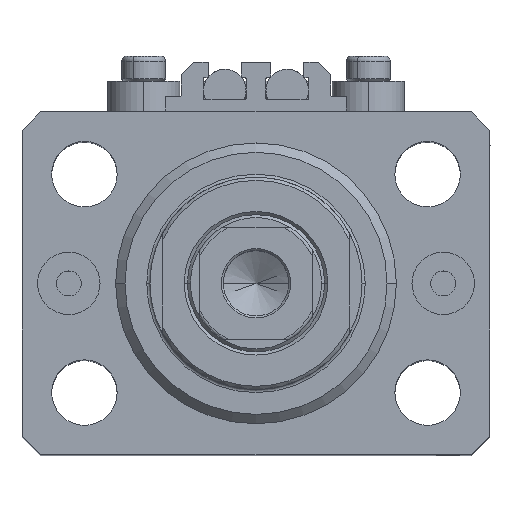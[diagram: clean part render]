
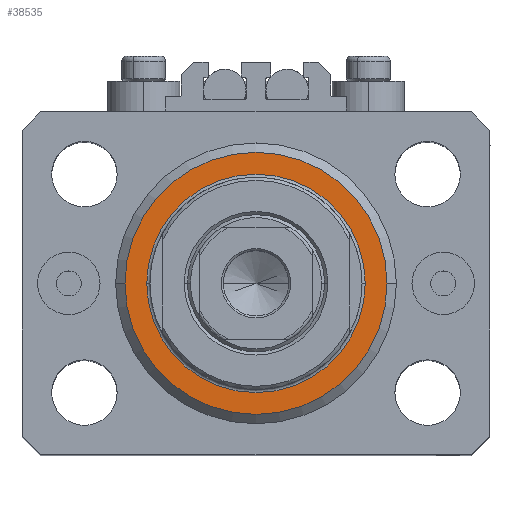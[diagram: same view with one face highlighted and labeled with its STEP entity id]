
A CAD part, top view. The second image highlights one B-rep face of the part: STEP entity #38535.
In plain terms, the highlighted face is planar.
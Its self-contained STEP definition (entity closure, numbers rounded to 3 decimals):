
#1641 = ORIENTED_EDGE ( 'NONE', *, *, #31511, .T. ) ;
#2895 = EDGE_LOOP ( 'NONE', ( #1641, #12937 ) ) ;
#3090 = AXIS2_PLACEMENT_3D ( 'NONE', #42494, #17652, #10111 ) ;
#4425 = AXIS2_PLACEMENT_3D ( 'NONE', #25401, #24439, #5978 ) ;
#4599 = DIRECTION ( 'NONE',  ( 1., 0., 0. ) ) ;
#4733 = VERTEX_POINT ( 'NONE', #14686 ) ;
#5978 = DIRECTION ( 'NONE',  ( 1., 0., 0. ) ) ;
#8219 = ORIENTED_EDGE ( 'NONE', *, *, #46554, .T. ) ;
#8836 = EDGE_CURVE ( 'NONE', #30632, #4733, #36517, .T. ) ;
#10111 = DIRECTION ( 'NONE',  ( 1., 0., 0. ) ) ;
#10632 = DIRECTION ( 'NONE',  ( 0., 0., -1. ) ) ;
#11427 = CARTESIAN_POINT ( 'NONE',  ( 0., 0., 0. ) ) ;
#12148 = DIRECTION ( 'NONE',  ( 0., 0., -1. ) ) ;
#12789 = VERTEX_POINT ( 'NONE', #14230 ) ;
#12937 = ORIENTED_EDGE ( 'NONE', *, *, #8836, .T. ) ;
#14230 = CARTESIAN_POINT ( 'NONE',  ( -21., 0., 0. ) ) ;
#14686 = CARTESIAN_POINT ( 'NONE',  ( 17.5, 0., 0. ) ) ;
#17652 = DIRECTION ( 'NONE',  ( 0., 0., 1. ) ) ;
#19655 = CIRCLE ( 'NONE', #28921, 21. ) ;
#21282 = FACE_BOUND ( 'NONE', #2895, .T. ) ;
#22560 = AXIS2_PLACEMENT_3D ( 'NONE', #46417, #46646, #23862 ) ;
#23862 = DIRECTION ( 'NONE',  ( 1., 0., 0. ) ) ;
#24439 = DIRECTION ( 'NONE',  ( 0., 0., 1. ) ) ;
#24795 = ORIENTED_EDGE ( 'NONE', *, *, #33936, .T. ) ;
#25401 = CARTESIAN_POINT ( 'NONE',  ( 0., 0., 0. ) ) ;
#25668 = DIRECTION ( 'NONE',  ( 1., 0., 0. ) ) ;
#26258 = EDGE_LOOP ( 'NONE', ( #24795, #8219 ) ) ;
#27676 = PLANE ( 'NONE',  #3090 ) ;
#27795 = VERTEX_POINT ( 'NONE', #29207 ) ;
#28248 = CARTESIAN_POINT ( 'NONE',  ( -17.5, 0., 0. ) ) ;
#28921 = AXIS2_PLACEMENT_3D ( 'NONE', #43887, #10632, #25668 ) ;
#29207 = CARTESIAN_POINT ( 'NONE',  ( 21., 0., 0. ) ) ;
#30632 = VERTEX_POINT ( 'NONE', #28248 ) ;
#31327 = FACE_OUTER_BOUND ( 'NONE', #26258, .T. ) ;
#31511 = EDGE_CURVE ( 'NONE', #4733, #30632, #33118, .T. ) ;
#33118 = CIRCLE ( 'NONE', #4425, 17.5 ) ;
#33936 = EDGE_CURVE ( 'NONE', #27795, #12789, #42474, .T. ) ;
#36517 = CIRCLE ( 'NONE', #22560, 17.5 ) ;
#37840 = AXIS2_PLACEMENT_3D ( 'NONE', #11427, #12148, #4599 ) ;
#38535 = ADVANCED_FACE ( 'NONE', ( #21282, #31327 ), #27676, .F. ) ;
#42474 = CIRCLE ( 'NONE', #37840, 21. ) ;
#42494 = CARTESIAN_POINT ( 'NONE',  ( 0., 0., 0. ) ) ;
#43887 = CARTESIAN_POINT ( 'NONE',  ( 0., 0., 0. ) ) ;
#46417 = CARTESIAN_POINT ( 'NONE',  ( 0., 0., 0. ) ) ;
#46554 = EDGE_CURVE ( 'NONE', #12789, #27795, #19655, .T. ) ;
#46646 = DIRECTION ( 'NONE',  ( 0., 0., 1. ) ) ;
